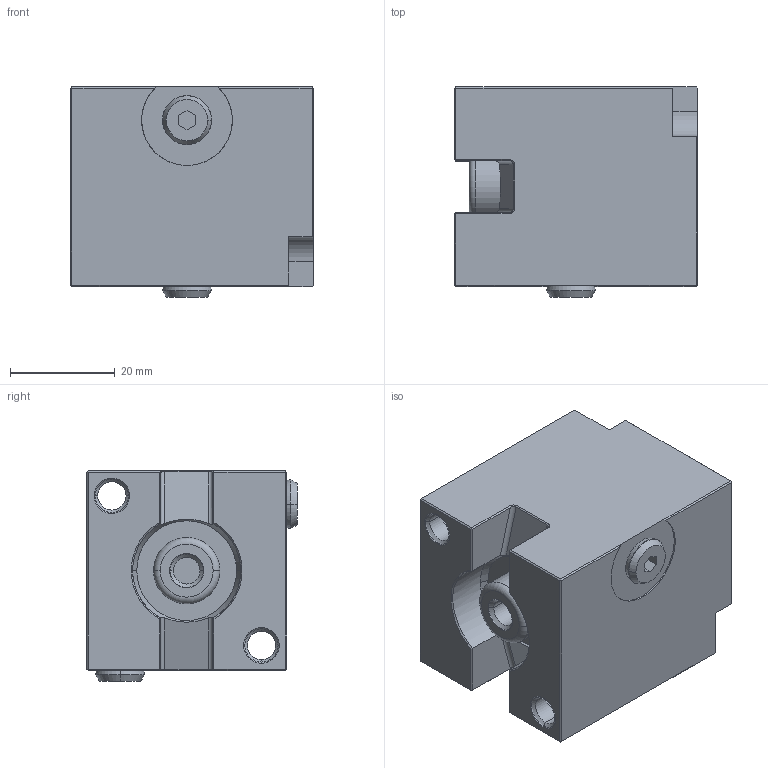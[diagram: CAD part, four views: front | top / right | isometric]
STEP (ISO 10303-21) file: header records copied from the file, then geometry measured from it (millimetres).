
FILE_DESCRIPTION((''),'2;1');
FILE_NAME('ILC20110901','2020-02-04T',('Mjust'),(''),'PRO/ENGINEER BY PARAMETRIC TECHNOLOGY CORPORATION, 2017170','PRO/ENGINEER BY PARAMETRIC TECHNOLOGY CORPORATION, 2017170','');
FILE_SCHEMA(('AUTOMOTIVE_DESIGN { 1 0 10303 214 1 1 1 1 }'));
Length unit declared in the file: inch
Products named in the file (1): ILC20110901
Bounding box: 46.35 x 40.13 x 40.13 mm (x, y, z)
Volume: 60137.3 mm3; surface area: 13129 mm2
Topology: 1 solids, 4 shells, 125 faces, 312 edges, 198 vertices
Faces by surface type: plane 69, cylinder 26, cone 20, torus 6, bspline 4
Entity records: 5057 total; most frequent: CARTESIAN_POINT 1014, DIRECTION 616, ORIENTED_EDGE 612, PRESENTATION_STYLE_ASSIGNMENT 316, STYLED_ITEM 316, CURVE_STYLE 312, EDGE_CURVE 312, AXIS2_PLACEMENT_3D 208
